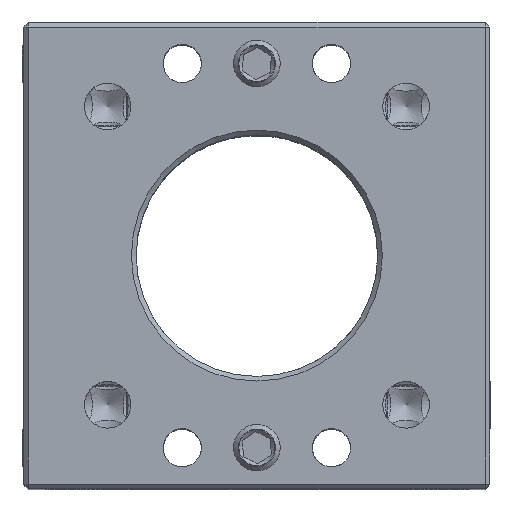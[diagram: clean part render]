
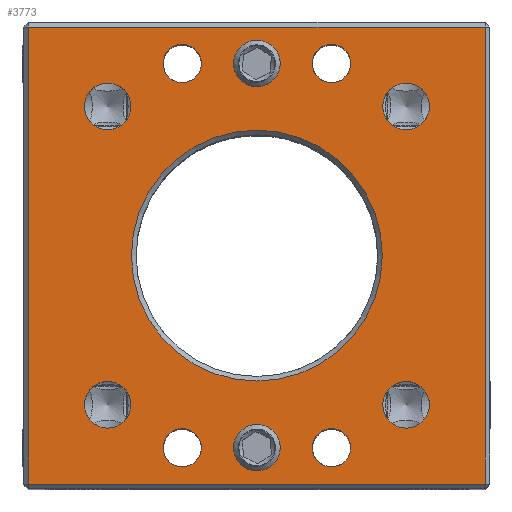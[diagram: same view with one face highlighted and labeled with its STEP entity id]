
A CAD part, top view. The second image highlights one B-rep face of the part: STEP entity #3773.
In plain terms, the highlighted planar face has unit normal (0, 0, 1).
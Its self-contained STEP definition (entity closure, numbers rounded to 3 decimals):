
#153 = CARTESIAN_POINT ( 'NONE',  ( -12.5, -12.25, 12.5 ) ) ;
#161 = EDGE_LOOP ( 'NONE', ( #1849 ) ) ;
#188 = CIRCLE ( 'NONE', #550, 1.25 ) ;
#222 = ORIENTED_EDGE ( 'NONE', *, *, #7785, .T. ) ;
#253 = EDGE_LOOP ( 'NONE', ( #9723 ) ) ;
#326 = EDGE_LOOP ( 'NONE', ( #10671 ) ) ;
#389 = ORIENTED_EDGE ( 'NONE', *, *, #1821, .F. ) ;
#391 = CARTESIAN_POINT ( 'NONE',  ( -12.25, 12.5, 12.5 ) ) ;
#450 = DIRECTION ( 'NONE',  ( 0., 0., -1. ) ) ;
#453 = EDGE_LOOP ( 'NONE', ( #10855 ) ) ;
#475 = LINE ( 'NONE', #10950, #2730 ) ;
#531 = AXIS2_PLACEMENT_3D ( 'NONE', #4655, #3792, #7242 ) ;
#550 = AXIS2_PLACEMENT_3D ( 'NONE', #2278, #9249, #1292 ) ;
#590 = CARTESIAN_POINT ( 'NONE',  ( 4., 10.3, 12.5 ) ) ;
#614 = FACE_BOUND ( 'NONE', #253, .T. ) ;
#720 = ORIENTED_EDGE ( 'NONE', *, *, #8719, .F. ) ;
#809 = CARTESIAN_POINT ( 'NONE',  ( -12.25, 12.25, 12.5 ) ) ;
#889 = CIRCLE ( 'NONE', #7249, 1.25 ) ;
#1021 = ORIENTED_EDGE ( 'NONE', *, *, #11067, .F. ) ;
#1061 = CIRCLE ( 'NONE', #8519, 1.25 ) ;
#1100 = AXIS2_PLACEMENT_3D ( 'NONE', #10187, #5077, #9019 ) ;
#1113 = EDGE_CURVE ( 'NONE', #2986, #2986, #2548, .T. ) ;
#1133 = VERTEX_POINT ( 'NONE', #10687 ) ;
#1190 = DIRECTION ( 'NONE',  ( 0., -1., 0. ) ) ;
#1236 = CARTESIAN_POINT ( 'NONE',  ( -12.5, 12.5, 12.5 ) ) ;
#1291 = VECTOR ( 'NONE', #8964, 1000. ) ;
#1292 = DIRECTION ( 'NONE',  ( 1., 0., 0. ) ) ;
#1370 = VERTEX_POINT ( 'NONE', #7571 ) ;
#1783 = DIRECTION ( 'NONE',  ( 0., 0., 1. ) ) ;
#1821 = EDGE_CURVE ( 'NONE', #1370, #1370, #188, .T. ) ;
#1844 = AXIS2_PLACEMENT_3D ( 'NONE', #1236, #450, #5706 ) ;
#1849 = ORIENTED_EDGE ( 'NONE', *, *, #1113, .F. ) ;
#1990 = CIRCLE ( 'NONE', #11074, 6.727 ) ;
#2125 = CARTESIAN_POINT ( 'NONE',  ( 8., -9.25, 12.5 ) ) ;
#2248 = CARTESIAN_POINT ( 'NONE',  ( -8., -9.25, 12.5 ) ) ;
#2278 = CARTESIAN_POINT ( 'NONE',  ( 0., 10.3, 12.5 ) ) ;
#2286 = PLANE ( 'NONE',  #1844 ) ;
#2473 = DIRECTION ( 'NONE',  ( 1., 0., 0. ) ) ;
#2482 = DIRECTION ( 'NONE',  ( 1., 0., 0. ) ) ;
#2548 = CIRCLE ( 'NONE', #531, 1.25 ) ;
#2621 = CARTESIAN_POINT ( 'NONE',  ( -4., 10.3, 12.5 ) ) ;
#2641 = CARTESIAN_POINT ( 'NONE',  ( -12.25, -12.25, 12.5 ) ) ;
#2730 = VECTOR ( 'NONE', #2482, 1000. ) ;
#2774 = VECTOR ( 'NONE', #5583, 1000. ) ;
#2866 = EDGE_CURVE ( 'NONE', #4174, #4174, #889, .T. ) ;
#2932 = ORIENTED_EDGE ( 'NONE', *, *, #10987, .F. ) ;
#2986 = VERTEX_POINT ( 'NONE', #2125 ) ;
#3009 = DIRECTION ( 'NONE',  ( 0., -1., 0. ) ) ;
#3014 = EDGE_CURVE ( 'NONE', #9218, #9218, #4001, .T. ) ;
#3385 = CARTESIAN_POINT ( 'NONE',  ( 5.025, -10.3, 12.5 ) ) ;
#3390 = CARTESIAN_POINT ( 'NONE',  ( -4., -10.3, 12.5 ) ) ;
#3590 = EDGE_LOOP ( 'NONE', ( #3703 ) ) ;
#3703 = ORIENTED_EDGE ( 'NONE', *, *, #3928, .F. ) ;
#3769 = CARTESIAN_POINT ( 'NONE',  ( -8., 6.75, 12.5 ) ) ;
#3773 = ADVANCED_FACE ( 'NONE', ( #5813, #7443, #3989, #8172, #10917, #9093, #614, #8225, #7555, #10066, #9259, #6489 ), #2286, .F. ) ;
#3775 = EDGE_LOOP ( 'NONE', ( #1021 ) ) ;
#3792 = DIRECTION ( 'NONE',  ( 0., 0., 1. ) ) ;
#3819 = LINE ( 'NONE', #391, #2774 ) ;
#3828 = DIRECTION ( 'NONE',  ( 0., 0., 1. ) ) ;
#3928 = EDGE_CURVE ( 'NONE', #11164, #11164, #4398, .T. ) ;
#3956 = CARTESIAN_POINT ( 'NONE',  ( 12.25, 12.25, 12.5 ) ) ;
#3989 = FACE_BOUND ( 'NONE', #7383, .T. ) ;
#3997 = ORIENTED_EDGE ( 'NONE', *, *, #5097, .F. ) ;
#3999 = CIRCLE ( 'NONE', #6348, 1.25 ) ;
#4001 = CIRCLE ( 'NONE', #5299, 1.025 ) ;
#4078 = DIRECTION ( 'NONE',  ( 1., 0., 0. ) ) ;
#4174 = VERTEX_POINT ( 'NONE', #2248 ) ;
#4398 = CIRCLE ( 'NONE', #1100, 1.025 ) ;
#4655 = CARTESIAN_POINT ( 'NONE',  ( 8., -8., 12.5 ) ) ;
#4682 = VERTEX_POINT ( 'NONE', #3769 ) ;
#4725 = ORIENTED_EDGE ( 'NONE', *, *, #3014, .F. ) ;
#4800 = CARTESIAN_POINT ( 'NONE',  ( 5.025, 10.3, 12.5 ) ) ;
#4823 = DIRECTION ( 'NONE',  ( 1., 0., 0. ) ) ;
#5077 = DIRECTION ( 'NONE',  ( 0., 0., 1. ) ) ;
#5097 = EDGE_CURVE ( 'NONE', #7445, #10121, #3819, .T. ) ;
#5142 = CIRCLE ( 'NONE', #9659, 1.025 ) ;
#5226 = EDGE_LOOP ( 'NONE', ( #7731 ) ) ;
#5252 = CARTESIAN_POINT ( 'NONE',  ( 12.25, 12.5, 12.5 ) ) ;
#5299 = AXIS2_PLACEMENT_3D ( 'NONE', #2621, #11031, #9208 ) ;
#5451 = AXIS2_PLACEMENT_3D ( 'NONE', #590, #5954, #4078 ) ;
#5477 = CARTESIAN_POINT ( 'NONE',  ( 1.25, -10.3, 12.5 ) ) ;
#5583 = DIRECTION ( 'NONE',  ( 0., 1., 0. ) ) ;
#5590 = VERTEX_POINT ( 'NONE', #5477 ) ;
#5706 = DIRECTION ( 'NONE',  ( -1., 0., 0. ) ) ;
#5813 = FACE_BOUND ( 'NONE', #5226, .T. ) ;
#5859 = CARTESIAN_POINT ( 'NONE',  ( 8., 8., 12.5 ) ) ;
#5954 = DIRECTION ( 'NONE',  ( 0., 0., 1. ) ) ;
#6057 = CARTESIAN_POINT ( 'NONE',  ( 0., -10.3, 12.5 ) ) ;
#6094 = EDGE_CURVE ( 'NONE', #9184, #7445, #9827, .T. ) ;
#6104 = LINE ( 'NONE', #5252, #8204 ) ;
#6348 = AXIS2_PLACEMENT_3D ( 'NONE', #7423, #8969, #3009 ) ;
#6387 = VERTEX_POINT ( 'NONE', #4800 ) ;
#6489 = FACE_BOUND ( 'NONE', #3775, .T. ) ;
#6514 = AXIS2_PLACEMENT_3D ( 'NONE', #6057, #6836, #9508 ) ;
#6525 = ORIENTED_EDGE ( 'NONE', *, *, #6094, .F. ) ;
#6556 = CARTESIAN_POINT ( 'NONE',  ( -8., -8., 12.5 ) ) ;
#6629 = EDGE_CURVE ( 'NONE', #8597, #8597, #5142, .T. ) ;
#6642 = DIRECTION ( 'NONE',  ( 0., 0., 1. ) ) ;
#6798 = CARTESIAN_POINT ( 'NONE',  ( 0., 0., 12.5 ) ) ;
#6836 = DIRECTION ( 'NONE',  ( 0., 0., 1. ) ) ;
#6954 = ORIENTED_EDGE ( 'NONE', *, *, #10666, .F. ) ;
#6957 = EDGE_LOOP ( 'NONE', ( #720 ) ) ;
#7242 = DIRECTION ( 'NONE',  ( 0., -1., 0. ) ) ;
#7249 = AXIS2_PLACEMENT_3D ( 'NONE', #6556, #3828, #1190 ) ;
#7331 = CARTESIAN_POINT ( 'NONE',  ( 6.727, 0., 12.5 ) ) ;
#7383 = EDGE_LOOP ( 'NONE', ( #6954 ) ) ;
#7423 = CARTESIAN_POINT ( 'NONE',  ( -8., 8., 12.5 ) ) ;
#7443 = FACE_BOUND ( 'NONE', #161, .T. ) ;
#7445 = VERTEX_POINT ( 'NONE', #2641 ) ;
#7555 = FACE_BOUND ( 'NONE', #453, .T. ) ;
#7571 = CARTESIAN_POINT ( 'NONE',  ( 1.25, 10.3, 12.5 ) ) ;
#7726 = DIRECTION ( 'NONE',  ( 0., 1., 0. ) ) ;
#7731 = ORIENTED_EDGE ( 'NONE', *, *, #2866, .F. ) ;
#7785 = EDGE_CURVE ( 'NONE', #9184, #9169, #6104, .T. ) ;
#8172 = FACE_BOUND ( 'NONE', #6957, .T. ) ;
#8204 = VECTOR ( 'NONE', #7726, 1000. ) ;
#8225 = FACE_BOUND ( 'NONE', #11182, .T. ) ;
#8519 = AXIS2_PLACEMENT_3D ( 'NONE', #5859, #6642, #9307 ) ;
#8597 = VERTEX_POINT ( 'NONE', #9563 ) ;
#8719 = EDGE_CURVE ( 'NONE', #4682, #4682, #3999, .T. ) ;
#8964 = DIRECTION ( 'NONE',  ( -1., 0., 0. ) ) ;
#8969 = DIRECTION ( 'NONE',  ( 0., 0., 1. ) ) ;
#9019 = DIRECTION ( 'NONE',  ( 1., 0., 0. ) ) ;
#9093 = FACE_BOUND ( 'NONE', #3590, .T. ) ;
#9169 = VERTEX_POINT ( 'NONE', #3956 ) ;
#9184 = VERTEX_POINT ( 'NONE', #10090 ) ;
#9208 = DIRECTION ( 'NONE',  ( 1., 0., 0. ) ) ;
#9218 = VERTEX_POINT ( 'NONE', #9279 ) ;
#9249 = DIRECTION ( 'NONE',  ( 0., 0., 1. ) ) ;
#9259 = FACE_OUTER_BOUND ( 'NONE', #9515, .T. ) ;
#9279 = CARTESIAN_POINT ( 'NONE',  ( -2.975, 10.3, 12.5 ) ) ;
#9307 = DIRECTION ( 'NONE',  ( 0., -1., 0. ) ) ;
#9508 = DIRECTION ( 'NONE',  ( 1., 0., 0. ) ) ;
#9515 = EDGE_LOOP ( 'NONE', ( #3997, #6525, #222, #2932 ) ) ;
#9563 = CARTESIAN_POINT ( 'NONE',  ( -2.975, -10.3, 12.5 ) ) ;
#9572 = EDGE_CURVE ( 'NONE', #5590, #5590, #9956, .T. ) ;
#9659 = AXIS2_PLACEMENT_3D ( 'NONE', #3390, #1783, #2473 ) ;
#9723 = ORIENTED_EDGE ( 'NONE', *, *, #11032, .F. ) ;
#9827 = LINE ( 'NONE', #153, #1291 ) ;
#9956 = CIRCLE ( 'NONE', #6514, 1.25 ) ;
#10066 = FACE_BOUND ( 'NONE', #10919, .T. ) ;
#10090 = CARTESIAN_POINT ( 'NONE',  ( 12.25, -12.25, 12.5 ) ) ;
#10121 = VERTEX_POINT ( 'NONE', #809 ) ;
#10187 = CARTESIAN_POINT ( 'NONE',  ( 4., -10.3, 12.5 ) ) ;
#10265 = DIRECTION ( 'NONE',  ( 0., 0., 1. ) ) ;
#10530 = CIRCLE ( 'NONE', #5451, 1.025 ) ;
#10666 = EDGE_CURVE ( 'NONE', #1133, #1133, #1061, .T. ) ;
#10671 = ORIENTED_EDGE ( 'NONE', *, *, #6629, .F. ) ;
#10687 = CARTESIAN_POINT ( 'NONE',  ( 8., 6.75, 12.5 ) ) ;
#10855 = ORIENTED_EDGE ( 'NONE', *, *, #9572, .F. ) ;
#10917 = FACE_BOUND ( 'NONE', #326, .T. ) ;
#10919 = EDGE_LOOP ( 'NONE', ( #389 ) ) ;
#10921 = VERTEX_POINT ( 'NONE', #7331 ) ;
#10950 = CARTESIAN_POINT ( 'NONE',  ( -12.5, 12.25, 12.5 ) ) ;
#10987 = EDGE_CURVE ( 'NONE', #10121, #9169, #475, .T. ) ;
#11031 = DIRECTION ( 'NONE',  ( 0., 0., 1. ) ) ;
#11032 = EDGE_CURVE ( 'NONE', #6387, #6387, #10530, .T. ) ;
#11067 = EDGE_CURVE ( 'NONE', #10921, #10921, #1990, .T. ) ;
#11074 = AXIS2_PLACEMENT_3D ( 'NONE', #6798, #10265, #4823 ) ;
#11164 = VERTEX_POINT ( 'NONE', #3385 ) ;
#11182 = EDGE_LOOP ( 'NONE', ( #4725 ) ) ;
